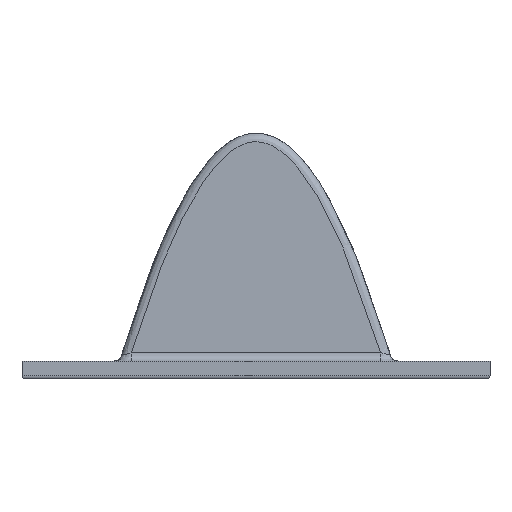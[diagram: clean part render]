
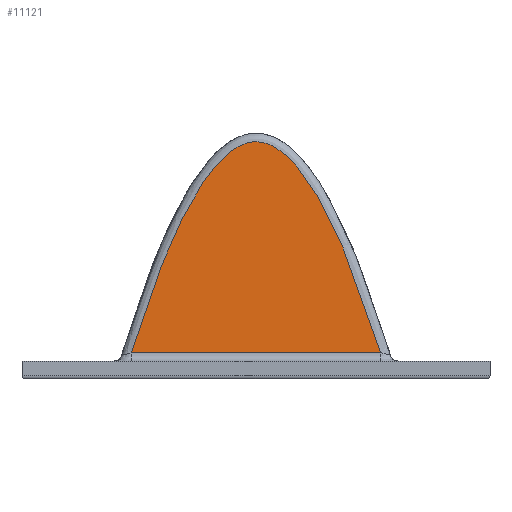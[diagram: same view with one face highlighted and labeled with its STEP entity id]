
A CAD part, front view. The second image highlights one B-rep face of the part: STEP entity #11121.
In plain terms, the highlighted planar face has unit normal (0, -1, 0.018).
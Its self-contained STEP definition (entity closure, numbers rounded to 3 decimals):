
#632 = EDGE_LOOP ( 'NONE', ( #17625, #2810 ) ) ;
#922 = CARTESIAN_POINT ( 'NONE',  ( 41.644, -87.701, 18.619 ) ) ;
#1014 = CARTESIAN_POINT ( 'NONE',  ( 27.912, -87.987, 2.237 ) ) ;
#1114 = CARTESIAN_POINT ( 'NONE',  ( 35.714, -87.697, 18.864 ) ) ;
#2189 = EDGE_CURVE ( 'NONE', #14481, #4467, #13220, .T. ) ;
#2284 = CARTESIAN_POINT ( 'NONE',  ( 37.394, -87.677, 20.024 ) ) ;
#2371 = CARTESIAN_POINT ( 'NONE',  ( 35.399, -87.703, 18.538 ) ) ;
#2557 = CARTESIAN_POINT ( 'NONE',  ( 48.11, -87.927, 5.701 ) ) ;
#2810 = ORIENTED_EDGE ( 'NONE', *, *, #2189, .T. ) ;
#2944 = CARTESIAN_POINT ( 'NONE',  ( 27.912, -87.987, 2.237 ) ) ;
#3658 = CARTESIAN_POINT ( 'NONE',  ( 39.63, -87.676, 20.063 ) ) ;
#3746 = CARTESIAN_POINT ( 'NONE',  ( 41.321, -87.695, 18.945 ) ) ;
#3831 = CARTESIAN_POINT ( 'NONE',  ( 38.053, -87.673, 20.225 ) ) ;
#4151 = B_SPLINE_CURVE_WITH_KNOTS ( 'NONE', 3,
 ( #9457, #8183, #2557, #5285, #6379, #16127, #16033, #8095, #11881, #12065, #17403, #922, #3746, #5010, #10521, #3658, #17675, #16215, #12151, #17494, #3831, #13608, #2284, #14968, #9182, #1114, #2371, #7815, #14872, #9355, #13324, #7999, #11969, #7902, #9265, #5107, #10791, #1014 ),
 .UNSPECIFIED., .F., .F.,
 ( 4, 2, 2, 2, 2, 2, 2, 2, 2, 2, 2, 2, 2, 2, 2, 2, 2, 2, 4 ),
 ( 0., 0.005, 0.011, 0.014, 0.016, 0.018, 0.019, 0.02, 0.021, 0.022, 0.022, 0.023, 0.025, 0.026, 0.027, 0.03, 0.033, 0.038, 0.044 ),
 .UNSPECIFIED. ) ;
#4467 = VERTEX_POINT ( 'NONE', #5703 ) ;
#5010 = CARTESIAN_POINT ( 'NONE',  ( 40.624, -87.685, 19.524 ) ) ;
#5107 = CARTESIAN_POINT ( 'NONE',  ( 29.003, -87.927, 5.681 ) ) ;
#5285 = CARTESIAN_POINT ( 'NONE',  ( 46.876, -87.867, 9.119 ) ) ;
#5563 = FACE_OUTER_BOUND ( 'NONE', #632, .T. ) ;
#5703 = CARTESIAN_POINT ( 'NONE',  ( 49.208, -87.987, 2.237 ) ) ;
#6379 = CARTESIAN_POINT ( 'NONE',  ( 46.209, -87.837, 10.811 ) ) ;
#7347 = EDGE_CURVE ( 'NONE', #4467, #14481, #4151, .T. ) ;
#7815 = CARTESIAN_POINT ( 'NONE',  ( 34.805, -87.715, 17.851 ) ) ;
#7902 = CARTESIAN_POINT ( 'NONE',  ( 30.892, -87.838, 10.765 ) ) ;
#7999 = CARTESIAN_POINT ( 'NONE',  ( 32.414, -87.781, 14.028 ) ) ;
#8095 = CARTESIAN_POINT ( 'NONE',  ( 43.793, -87.752, 15.694 ) ) ;
#8183 = CARTESIAN_POINT ( 'NONE',  ( 48.675, -87.957, 3.975 ) ) ;
#8902 = AXIS2_PLACEMENT_3D ( 'NONE', #9541, #9628, #15138 ) ;
#9182 = CARTESIAN_POINT ( 'NONE',  ( 36.404, -87.687, 19.456 ) ) ;
#9265 = CARTESIAN_POINT ( 'NONE',  ( 30.229, -87.868, 9.079 ) ) ;
#9355 = CARTESIAN_POINT ( 'NONE',  ( 33.739, -87.74, 16.378 ) ) ;
#9457 = CARTESIAN_POINT ( 'NONE',  ( 49.208, -87.987, 2.237 ) ) ;
#9541 = CARTESIAN_POINT ( 'NONE',  ( 56.96, -88., 1.5 ) ) ;
#9628 = DIRECTION ( 'NONE',  ( 0., -1., 0.017 ) ) ;
#10251 = VECTOR ( 'NONE', #17471, 1000. ) ;
#10521 = CARTESIAN_POINT ( 'NONE',  ( 40.253, -87.681, 19.778 ) ) ;
#10791 = CARTESIAN_POINT ( 'NONE',  ( 28.442, -87.957, 3.965 ) ) ;
#11121 = ADVANCED_FACE ( 'NONE', ( #5563 ), #11147, .T. ) ;
#11147 = PLANE ( 'NONE',  #8902 ) ;
#11881 = CARTESIAN_POINT ( 'NONE',  ( 43.323, -87.739, 16.47 ) ) ;
#11969 = CARTESIAN_POINT ( 'NONE',  ( 32.017, -87.795, 13.221 ) ) ;
#12065 = CARTESIAN_POINT ( 'NONE',  ( 42.526, -87.719, 17.578 ) ) ;
#12151 = CARTESIAN_POINT ( 'NONE',  ( 38.736, -87.672, 20.267 ) ) ;
#13220 = LINE ( 'NONE', #17380, #10251 ) ;
#13324 = CARTESIAN_POINT ( 'NONE',  ( 33.276, -87.754, 15.606 ) ) ;
#13608 = CARTESIAN_POINT ( 'NONE',  ( 37.61, -87.675, 20.108 ) ) ;
#14481 = VERTEX_POINT ( 'NONE', #2944 ) ;
#14872 = CARTESIAN_POINT ( 'NONE',  ( 34.525, -87.721, 17.487 ) ) ;
#14968 = CARTESIAN_POINT ( 'NONE',  ( 36.781, -87.682, 19.725 ) ) ;
#15138 = DIRECTION ( 'NONE',  ( 0., -0.017, -1. ) ) ;
#16033 = CARTESIAN_POINT ( 'NONE',  ( 44.668, -87.78, 14.104 ) ) ;
#16127 = CARTESIAN_POINT ( 'NONE',  ( 45.071, -87.794, 13.288 ) ) ;
#16215 = CARTESIAN_POINT ( 'NONE',  ( 38.967, -87.673, 20.242 ) ) ;
#17380 = CARTESIAN_POINT ( 'NONE',  ( 56.96, -87.987, 2.237 ) ) ;
#17403 = CARTESIAN_POINT ( 'NONE',  ( 42.245, -87.713, 17.938 ) ) ;
#17471 = DIRECTION ( 'NONE',  ( 1., 0., 0. ) ) ;
#17494 = CARTESIAN_POINT ( 'NONE',  ( 38.278, -87.673, 20.258 ) ) ;
#17625 = ORIENTED_EDGE ( 'NONE', *, *, #7347, .T. ) ;
#17675 = CARTESIAN_POINT ( 'NONE',  ( 39.411, -87.675, 20.14 ) ) ;
